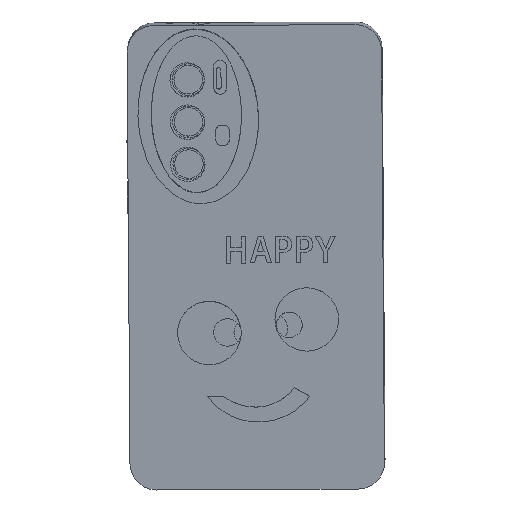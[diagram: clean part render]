
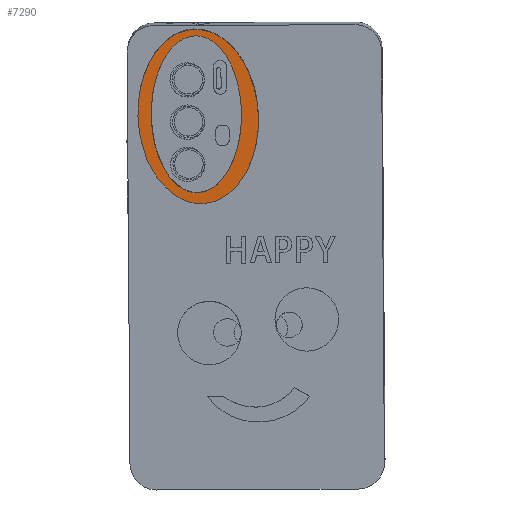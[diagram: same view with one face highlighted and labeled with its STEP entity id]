
A CAD part, top view. The second image highlights one B-rep face of the part: STEP entity #7290.
In plain terms, the highlighted face is planar.
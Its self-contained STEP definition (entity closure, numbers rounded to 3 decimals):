
#79 = VERTEX_POINT ( 'NONE', #10645 ) ;
#394 = ORIENTED_EDGE ( 'NONE', *, *, #2113, .T. ) ;
#498 = CARTESIAN_POINT ( 'NONE',  ( 3.42, 54.036, 1.8 ) ) ;
#1147 = EDGE_CURVE ( 'NONE', #12662, #6098, #5144, .T. ) ;
#1630 = CARTESIAN_POINT ( 'NONE',  ( -19.711, 24.175, 1.8 ) ) ;
#1674 = EDGE_CURVE ( 'NONE', #6098, #12662, #6496, .T. ) ;
#1679 = CARTESIAN_POINT ( 'NONE',  ( 1.831, 21.039, 1.8 ) ) ;
#2113 = EDGE_CURVE ( 'NONE', #79, #6205, #7837, .T. ) ;
#2667 = CARTESIAN_POINT ( 'NONE',  ( -2.684, 53.916, 1.8 ) ) ;
#3288 = ORIENTED_EDGE ( 'NONE', *, *, #1674, .F. ) ;
#4156 = CARTESIAN_POINT ( 'NONE',  ( -19.711, 24.175, 1.8 ) ) ;
#4539 = CARTESIAN_POINT ( 'NONE',  ( -19.711, 24.175, 1.8 ) ) ;
#5007 = CARTESIAN_POINT ( 'NONE',  ( -43.524, 23.224, 1.8 ) ) ;
#5144 =( BOUNDED_CURVE ( )  B_SPLINE_CURVE ( 3, ( #4156, #7435, #8112, #10074 ),
 .UNSPECIFIED., .F., .F. ) 
 B_SPLINE_CURVE_WITH_KNOTS ( ( 4, 4 ),
 ( 0., 3.142 ),
 .UNSPECIFIED. ) 
 CURVE ( )  GEOMETRIC_REPRESENTATION_ITEM ( )  RATIONAL_B_SPLINE_CURVE ( ( 1., 0.333, 0.333, 1. ) ) 
 REPRESENTATION_ITEM ( '' )  );
#5839 = CARTESIAN_POINT ( 'NONE',  ( -19.711, 53.916, 1.8 ) ) ;
#5864 = CARTESIAN_POINT ( 'NONE',  ( -20.052, 38.63, 1.8 ) ) ;
#5973 = CARTESIAN_POINT ( 'NONE',  ( -20.847, 22.132, 1.8 ) ) ;
#6098 = VERTEX_POINT ( 'NONE', #11083 ) ;
#6205 = VERTEX_POINT ( 'NONE', #5973 ) ;
#6496 =( BOUNDED_CURVE ( )  B_SPLINE_CURVE ( 3, ( #5839, #2667, #11552, #1630 ),
 .UNSPECIFIED., .F., .F. ) 
 B_SPLINE_CURVE_WITH_KNOTS ( ( 4, 4 ),
 ( 3.142, 6.283 ),
 .UNSPECIFIED. ) 
 CURVE ( )  GEOMETRIC_REPRESENTATION_ITEM ( )  RATIONAL_B_SPLINE_CURVE ( ( 1., 0.333, 0.333, 1. ) ) 
 REPRESENTATION_ITEM ( '' )  );
#6956 = EDGE_CURVE ( 'NONE', #6205, #79, #10288, .T. ) ;
#6975 = PLANE ( 'NONE',  #8404 ) ;
#6989 = CARTESIAN_POINT ( 'NONE',  ( -20.847, 22.132, 1.8 ) ) ;
#7290 = ADVANCED_FACE ( 'NONE', ( #12042, #8821 ), #6975, .T. ) ;
#7435 = CARTESIAN_POINT ( 'NONE',  ( -36.739, 24.175, 1.8 ) ) ;
#7831 = DIRECTION ( 'NONE',  ( -1., 0., 0. ) ) ;
#7837 =( BOUNDED_CURVE ( )  B_SPLINE_CURVE ( 3, ( #10478, #498, #1679, #8775 ),
 .UNSPECIFIED., .F., .F. ) 
 B_SPLINE_CURVE_WITH_KNOTS ( ( 4, 4 ),
 ( 3.142, 6.283 ),
 .UNSPECIFIED. ) 
 CURVE ( )  GEOMETRIC_REPRESENTATION_ITEM ( )  RATIONAL_B_SPLINE_CURVE ( ( 1., 0.333, 0.333, 1. ) ) 
 REPRESENTATION_ITEM ( '' )  );
#8112 = CARTESIAN_POINT ( 'NONE',  ( -36.739, 53.916, 1.8 ) ) ;
#8404 = AXIS2_PLACEMENT_3D ( 'NONE', #5864, #12817, #7831 ) ;
#8775 = CARTESIAN_POINT ( 'NONE',  ( -20.847, 22.132, 1.8 ) ) ;
#8821 = FACE_BOUND ( 'NONE', #12815, .T. ) ;
#8900 = CARTESIAN_POINT ( 'NONE',  ( -19.257, 55.128, 1.8 ) ) ;
#9716 = EDGE_LOOP ( 'NONE', ( #12578, #394 ) ) ;
#10074 = CARTESIAN_POINT ( 'NONE',  ( -19.711, 53.916, 1.8 ) ) ;
#10288 =( BOUNDED_CURVE ( )  B_SPLINE_CURVE ( 3, ( #6989, #5007, #12830, #8900 ),
 .UNSPECIFIED., .F., .F. ) 
 B_SPLINE_CURVE_WITH_KNOTS ( ( 4, 4 ),
 ( 0., 3.142 ),
 .UNSPECIFIED. ) 
 CURVE ( )  GEOMETRIC_REPRESENTATION_ITEM ( )  RATIONAL_B_SPLINE_CURVE ( ( 1., 0.333, 0.333, 1. ) ) 
 REPRESENTATION_ITEM ( '' )  );
#10478 = CARTESIAN_POINT ( 'NONE',  ( -19.257, 55.128, 1.8 ) ) ;
#10645 = CARTESIAN_POINT ( 'NONE',  ( -19.257, 55.128, 1.8 ) ) ;
#11083 = CARTESIAN_POINT ( 'NONE',  ( -19.711, 53.916, 1.8 ) ) ;
#11552 = CARTESIAN_POINT ( 'NONE',  ( -2.684, 24.175, 1.8 ) ) ;
#11786 = ORIENTED_EDGE ( 'NONE', *, *, #1147, .F. ) ;
#12042 = FACE_OUTER_BOUND ( 'NONE', #9716, .T. ) ;
#12578 = ORIENTED_EDGE ( 'NONE', *, *, #6956, .T. ) ;
#12662 = VERTEX_POINT ( 'NONE', #4539 ) ;
#12815 = EDGE_LOOP ( 'NONE', ( #11786, #3288 ) ) ;
#12817 = DIRECTION ( 'NONE',  ( 0., 0., -1. ) ) ;
#12830 = CARTESIAN_POINT ( 'NONE',  ( -41.934, 56.221, 1.8 ) ) ;
